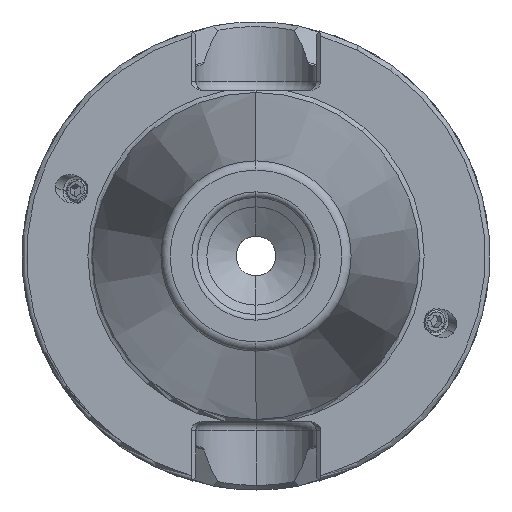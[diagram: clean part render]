
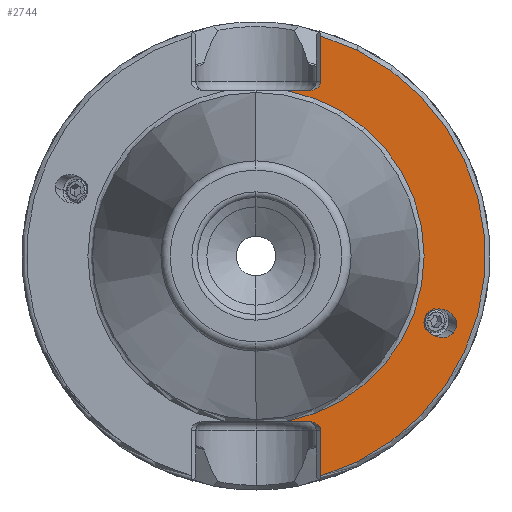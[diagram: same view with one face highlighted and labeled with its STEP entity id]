
A CAD part, left-side view. The second image highlights one B-rep face of the part: STEP entity #2744.
In plain terms, the highlighted planar face has unit normal (-1, 0, 0).
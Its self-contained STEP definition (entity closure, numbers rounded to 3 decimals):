
#96 = CARTESIAN_POINT ( 'NONE',  ( 3., -11.022, 35.3 ) ) ;
#216 = ORIENTED_EDGE ( 'NONE', *, *, #3941, .T. ) ;
#219 = CARTESIAN_POINT ( 'NONE',  ( 3., -6.672, -35.3 ) ) ;
#397 = CARTESIAN_POINT ( 'NONE',  ( 3., -11.022, -35.3 ) ) ;
#463 = VECTOR ( 'NONE', #929, 1000. ) ;
#539 = EDGE_CURVE ( 'NONE', #2900, #1123, #4007, .T. ) ;
#577 = ORIENTED_EDGE ( 'NONE', *, *, #1404, .T. ) ;
#623 = ORIENTED_EDGE ( 'NONE', *, *, #1087, .F. ) ;
#641 = LINE ( 'NONE', #848, #463 ) ;
#735 = DIRECTION ( 'NONE',  ( 0., 0., 1. ) ) ;
#738 = EDGE_CURVE ( 'NONE', #3579, #5430, #3564, .T. ) ;
#848 = CARTESIAN_POINT ( 'NONE',  ( 3., -13.85, 0. ) ) ;
#904 = EDGE_LOOP ( 'NONE', ( #623, #1745 ) ) ;
#910 = ORIENTED_EDGE ( 'NONE', *, *, #6973, .T. ) ;
#929 = DIRECTION ( 'NONE',  ( 0., 0., -1. ) ) ;
#955 = DIRECTION ( 'NONE',  ( -1., 0., 0. ) ) ;
#1087 = EDGE_CURVE ( 'NONE', #5430, #3579, #5099, .T. ) ;
#1123 = VERTEX_POINT ( 'NONE', #1537 ) ;
#1139 = CARTESIAN_POINT ( 'NONE',  ( 3., -13.85, 47.002 ) ) ;
#1286 = CARTESIAN_POINT ( 'NONE',  ( 3., -13.85, 0. ) ) ;
#1295 = DIRECTION ( 'NONE',  ( 0., -1., 0. ) ) ;
#1352 = ORIENTED_EDGE ( 'NONE', *, *, #2734, .T. ) ;
#1404 = EDGE_CURVE ( 'NONE', #6793, #5183, #641, .T. ) ;
#1537 = CARTESIAN_POINT ( 'NONE',  ( 3., -6.672, 35.3 ) ) ;
#1745 = ORIENTED_EDGE ( 'NONE', *, *, #738, .F. ) ;
#1859 = PLANE ( 'NONE',  #5524 ) ;
#1907 =( BOUNDED_CURVE ( )  B_SPLINE_CURVE ( 3, ( #6267, #2319, #3485, #96 ),
 .UNSPECIFIED., .F., .F. ) 
 B_SPLINE_CURVE_WITH_KNOTS ( ( 4, 4 ),
 ( 3.142, 4.712 ),
 .UNSPECIFIED. ) 
 CURVE ( )  GEOMETRIC_REPRESENTATION_ITEM ( )  RATIONAL_B_SPLINE_CURVE ( ( 1., 0.805, 0.805, 1. ) ) 
 REPRESENTATION_ITEM ( '' )  );
#1950 = VERTEX_POINT ( 'NONE', #3614 ) ;
#2075 = CARTESIAN_POINT ( 'NONE',  ( 3., 0., 0. ) ) ;
#2121 = EDGE_LOOP ( 'NONE', ( #4425, #3883, #6899, #3022, #1352, #910, #577, #216 ) ) ;
#2250 = VECTOR ( 'NONE', #735, 1000. ) ;
#2319 = CARTESIAN_POINT ( 'NONE',  ( 3., -13.85, 36.128 ) ) ;
#2349 = CARTESIAN_POINT ( 'NONE',  ( 3., 35.925, 0. ) ) ;
#2424 = CARTESIAN_POINT ( 'NONE',  ( 3., -13.85, -37.3 ) ) ;
#2538 = CARTESIAN_POINT ( 'NONE',  ( 3., -13.85, -47.002 ) ) ;
#2604 = FACE_OUTER_BOUND ( 'NONE', #2121, .T. ) ;
#2634 = DIRECTION ( 'NONE',  ( 0., 0., 1. ) ) ;
#2734 = EDGE_CURVE ( 'NONE', #6082, #5681, #4317, .T. ) ;
#2744 = ADVANCED_FACE ( 'NONE', ( #4143, #2604 ), #1859, .F. ) ;
#2818 = EDGE_CURVE ( 'NONE', #1950, #4118, #6753, .T. ) ;
#2900 = VERTEX_POINT ( 'NONE', #4139 ) ;
#2932 = DIRECTION ( 'NONE',  ( 0., 0., -1. ) ) ;
#2999 = CARTESIAN_POINT ( 'NONE',  ( 3., -42.263, -16.342 ) ) ;
#3022 = ORIENTED_EDGE ( 'NONE', *, *, #3943, .F. ) ;
#3145 = CIRCLE ( 'NONE', #5051, 35.925 ) ;
#3305 = CARTESIAN_POINT ( 'NONE',  ( 3., -40.585, -7.722 ) ) ;
#3485 = CARTESIAN_POINT ( 'NONE',  ( 3., -12.678, 35.3 ) ) ;
#3564 =( BOUNDED_CURVE ( )  B_SPLINE_CURVE ( 3, ( #3632, #3590, #3305, #3680 ),
 .UNSPECIFIED., .F., .F. ) 
 B_SPLINE_CURVE_WITH_KNOTS ( ( 4, 4 ),
 ( 5.978, 9.119 ),
 .UNSPECIFIED. ) 
 CURVE ( )  GEOMETRIC_REPRESENTATION_ITEM ( )  RATIONAL_B_SPLINE_CURVE ( ( 1., 0.333, 0.333, 1. ) ) 
 REPRESENTATION_ITEM ( '' )  );
#3579 = VERTEX_POINT ( 'NONE', #2999 ) ;
#3590 = CARTESIAN_POINT ( 'NONE',  ( 3., -46.178, -11.677 ) ) ;
#3614 = CARTESIAN_POINT ( 'NONE',  ( 3., -13.85, 37.3 ) ) ;
#3632 = CARTESIAN_POINT ( 'NONE',  ( 3., -42.263, -16.342 ) ) ;
#3680 = CARTESIAN_POINT ( 'NONE',  ( 3., -36.671, -12.387 ) ) ;
#3883 = ORIENTED_EDGE ( 'NONE', *, *, #5343, .T. ) ;
#3941 = EDGE_CURVE ( 'NONE', #5183, #4118, #6138, .T. ) ;
#3943 = EDGE_CURVE ( 'NONE', #6082, #1123, #3145, .T. ) ;
#4007 = LINE ( 'NONE', #5706, #6785 ) ;
#4118 = VERTEX_POINT ( 'NONE', #1139 ) ;
#4139 = CARTESIAN_POINT ( 'NONE',  ( 3., -11.022, 35.3 ) ) ;
#4143 = FACE_BOUND ( 'NONE', #904, .T. ) ;
#4317 = LINE ( 'NONE', #5811, #7107 ) ;
#4335 =( BOUNDED_CURVE ( )  B_SPLINE_CURVE ( 3, ( #5260, #4687, #5819, #2424 ),
 .UNSPECIFIED., .F., .F. ) 
 B_SPLINE_CURVE_WITH_KNOTS ( ( 4, 4 ),
 ( 4.712, 6.283 ),
 .UNSPECIFIED. ) 
 CURVE ( )  GEOMETRIC_REPRESENTATION_ITEM ( )  RATIONAL_B_SPLINE_CURVE ( ( 1., 0.805, 0.805, 1. ) ) 
 REPRESENTATION_ITEM ( '' )  );
#4350 = CARTESIAN_POINT ( 'NONE',  ( 3., 0., 0. ) ) ;
#4425 = ORIENTED_EDGE ( 'NONE', *, *, #2818, .F. ) ;
#4605 = DIRECTION ( 'NONE',  ( 0., 1., 0. ) ) ;
#4665 = AXIS2_PLACEMENT_3D ( 'NONE', #4350, #955, #4916 ) ;
#4687 = CARTESIAN_POINT ( 'NONE',  ( 3., -12.678, -35.3 ) ) ;
#4916 = DIRECTION ( 'NONE',  ( 0., 0., 1. ) ) ;
#5050 = CARTESIAN_POINT ( 'NONE',  ( 3., -36.671, -12.387 ) ) ;
#5051 = AXIS2_PLACEMENT_3D ( 'NONE', #2075, #6046, #2634 ) ;
#5099 =( BOUNDED_CURVE ( )  B_SPLINE_CURVE ( 3, ( #5050, #5100, #5366, #5448 ),
 .UNSPECIFIED., .F., .F. ) 
 B_SPLINE_CURVE_WITH_KNOTS ( ( 4, 4 ),
 ( 2.836, 5.978 ),
 .UNSPECIFIED. ) 
 CURVE ( )  GEOMETRIC_REPRESENTATION_ITEM ( )  RATIONAL_B_SPLINE_CURVE ( ( 1., 0.333, 0.333, 1. ) ) 
 REPRESENTATION_ITEM ( '' )  );
#5100 = CARTESIAN_POINT ( 'NONE',  ( 3., -32.757, -17.052 ) ) ;
#5183 = VERTEX_POINT ( 'NONE', #2538 ) ;
#5247 = CARTESIAN_POINT ( 'NONE',  ( 3., -36.671, -12.387 ) ) ;
#5260 = CARTESIAN_POINT ( 'NONE',  ( 3., -11.022, -35.3 ) ) ;
#5343 = EDGE_CURVE ( 'NONE', #1950, #2900, #1907, .T. ) ;
#5366 = CARTESIAN_POINT ( 'NONE',  ( 3., -38.349, -21.007 ) ) ;
#5430 = VERTEX_POINT ( 'NONE', #5247 ) ;
#5448 = CARTESIAN_POINT ( 'NONE',  ( 3., -42.263, -16.342 ) ) ;
#5524 = AXIS2_PLACEMENT_3D ( 'NONE', #2349, #6308, #2932 ) ;
#5656 = CARTESIAN_POINT ( 'NONE',  ( 3., -13.85, -37.3 ) ) ;
#5681 = VERTEX_POINT ( 'NONE', #397 ) ;
#5706 = CARTESIAN_POINT ( 'NONE',  ( 3., 35.925, 35.3 ) ) ;
#5811 = CARTESIAN_POINT ( 'NONE',  ( 3., 35.925, -35.3 ) ) ;
#5819 = CARTESIAN_POINT ( 'NONE',  ( 3., -13.85, -36.128 ) ) ;
#6046 = DIRECTION ( 'NONE',  ( -1., 0., 0. ) ) ;
#6082 = VERTEX_POINT ( 'NONE', #219 ) ;
#6138 = CIRCLE ( 'NONE', #4665, 49. ) ;
#6267 = CARTESIAN_POINT ( 'NONE',  ( 3., -13.85, 37.3 ) ) ;
#6308 = DIRECTION ( 'NONE',  ( 1., 0., 0. ) ) ;
#6753 = LINE ( 'NONE', #1286, #2250 ) ;
#6785 = VECTOR ( 'NONE', #4605, 1000. ) ;
#6793 = VERTEX_POINT ( 'NONE', #5656 ) ;
#6899 = ORIENTED_EDGE ( 'NONE', *, *, #539, .T. ) ;
#6973 = EDGE_CURVE ( 'NONE', #5681, #6793, #4335, .T. ) ;
#7107 = VECTOR ( 'NONE', #1295, 1000. ) ;
